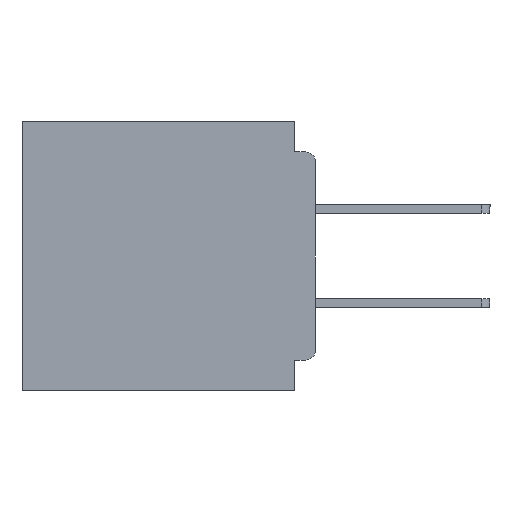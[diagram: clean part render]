
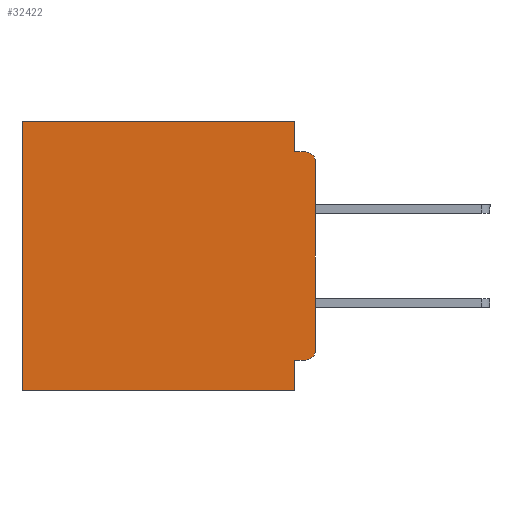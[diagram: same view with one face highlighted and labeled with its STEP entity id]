
A CAD part, left-side view. The second image highlights one B-rep face of the part: STEP entity #32422.
In plain terms, the highlighted planar face has unit normal (-1, 0, 0).
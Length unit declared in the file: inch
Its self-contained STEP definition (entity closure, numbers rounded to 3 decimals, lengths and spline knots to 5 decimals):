
#153 = ORIENTED_EDGE ( 'NONE', *, *, #18992, .T. ) ;
#280 = VERTEX_POINT ( 'NONE', #11854 ) ;
#1206 = ORIENTED_EDGE ( 'NONE', *, *, #39453, .F. ) ;
#1353 = CARTESIAN_POINT ( 'NONE',  ( 0.3, 0.015, -0.06 ) ) ;
#2442 = VECTOR ( 'NONE', #12980, 39.37008 ) ;
#3384 = DIRECTION ( 'NONE',  ( -1., 0., 0. ) ) ;
#3617 = ORIENTED_EDGE ( 'NONE', *, *, #41012, .T. ) ;
#3876 = LINE ( 'NONE', #14519, #21987 ) ;
#4193 = CARTESIAN_POINT ( 'NONE',  ( 0.3, 0., -0.4 ) ) ;
#4263 = ORIENTED_EDGE ( 'NONE', *, *, #36824, .F. ) ;
#5033 = DIRECTION ( 'NONE',  ( 0., 0., -1. ) ) ;
#5512 = CARTESIAN_POINT ( 'NONE',  ( 0.3, 0., -0.4 ) ) ;
#6320 = ORIENTED_EDGE ( 'NONE', *, *, #32655, .F. ) ;
#7251 = CARTESIAN_POINT ( 'NONE',  ( 0.3, 0., -0.06 ) ) ;
#7442 = FACE_OUTER_BOUND ( 'NONE', #16842, .T. ) ;
#7491 = CARTESIAN_POINT ( 'NONE',  ( 0.3, 0., -0.34 ) ) ;
#7586 = VECTOR ( 'NONE', #15981, 39.37008 ) ;
#8484 = AXIS2_PLACEMENT_3D ( 'NONE', #1353, #26550, #5033 ) ;
#9277 = ORIENTED_EDGE ( 'NONE', *, *, #10349, .T. ) ;
#10349 = EDGE_CURVE ( 'NONE', #33792, #10516, #42754, .T. ) ;
#10516 = VERTEX_POINT ( 'NONE', #7491 ) ;
#10735 = LINE ( 'NONE', #28381, #28637 ) ;
#10913 = VECTOR ( 'NONE', #40254, 39.37008 ) ;
#11854 = CARTESIAN_POINT ( 'NONE',  ( 0.3, 0.031, 0. ) ) ;
#12103 = AXIS2_PLACEMENT_3D ( 'NONE', #13925, #38720, #17510 ) ;
#12123 = LINE ( 'NONE', #37826, #2442 ) ;
#12534 = AXIS2_PLACEMENT_3D ( 'NONE', #24926, #3384, #28478 ) ;
#12980 = DIRECTION ( 'NONE',  ( 0., 0., -1. ) ) ;
#13925 = CARTESIAN_POINT ( 'NONE',  ( 0.3, 0., -0.4 ) ) ;
#14519 = CARTESIAN_POINT ( 'NONE',  ( 0.3, 0., -0.355 ) ) ;
#14843 = EDGE_CURVE ( 'NONE', #33792, #29257, #3876, .T. ) ;
#14846 = VERTEX_POINT ( 'NONE', #25256 ) ;
#15444 = ORIENTED_EDGE ( 'NONE', *, *, #42354, .T. ) ;
#15480 = CARTESIAN_POINT ( 'NONE',  ( 0.3, 0.031, 0. ) ) ;
#15981 = DIRECTION ( 'NONE',  ( 0., -1., 0. ) ) ;
#16501 = VERTEX_POINT ( 'NONE', #37064 ) ;
#16506 = CARTESIAN_POINT ( 'NONE',  ( 0.3, 0.031, -0.4 ) ) ;
#16517 = VECTOR ( 'NONE', #32890, 39.37008 ) ;
#16842 = EDGE_LOOP ( 'NONE', ( #6320, #15444, #1206, #23300, #3617, #153, #4263, #36330, #31459, #9277 ) ) ;
#17510 = DIRECTION ( 'NONE',  ( 0., 0., -1. ) ) ;
#17539 = CARTESIAN_POINT ( 'NONE',  ( 0.3, 0., 0. ) ) ;
#17915 = VERTEX_POINT ( 'NONE', #27319 ) ;
#18120 = DIRECTION ( 'NONE',  ( 0., 1., 0. ) ) ;
#18992 = EDGE_CURVE ( 'NONE', #16501, #17915, #12123, .T. ) ;
#19428 = EDGE_CURVE ( 'NONE', #280, #14846, #20545, .T. ) ;
#19765 = LINE ( 'NONE', #5512, #28023 ) ;
#20545 = LINE ( 'NONE', #15480, #10913 ) ;
#20808 = CARTESIAN_POINT ( 'NONE',  ( 0.3, 0.031, -0.355 ) ) ;
#21987 = VECTOR ( 'NONE', #18120, 39.37008 ) ;
#23150 = EDGE_CURVE ( 'NONE', #29257, #31578, #10735, .T. ) ;
#23300 = ORIENTED_EDGE ( 'NONE', *, *, #19428, .F. ) ;
#24926 = CARTESIAN_POINT ( 'NONE',  ( 0.3, 0.015, -0.34 ) ) ;
#25256 = CARTESIAN_POINT ( 'NONE',  ( 0.3, 0.031, -0.045 ) ) ;
#26550 = DIRECTION ( 'NONE',  ( -1., 0., 0. ) ) ;
#27143 = DIRECTION ( 'NONE',  ( 0., 1., 0. ) ) ;
#27319 = CARTESIAN_POINT ( 'NONE',  ( 0.3, 0.437, -0.4 ) ) ;
#27878 = CIRCLE ( 'NONE', #8484, 0.015 ) ;
#28023 = VECTOR ( 'NONE', #27143, 39.37008 ) ;
#28041 = PLANE ( 'NONE',  #12103 ) ;
#28381 = CARTESIAN_POINT ( 'NONE',  ( 0.3, 0.031, -0.4 ) ) ;
#28478 = DIRECTION ( 'NONE',  ( 0., 0., -1. ) ) ;
#28637 = VECTOR ( 'NONE', #31988, 39.37008 ) ;
#29257 = VERTEX_POINT ( 'NONE', #20808 ) ;
#31459 = ORIENTED_EDGE ( 'NONE', *, *, #14843, .F. ) ;
#31578 = VERTEX_POINT ( 'NONE', #16506 ) ;
#31988 = DIRECTION ( 'NONE',  ( 0., 0., -1. ) ) ;
#32422 = ADVANCED_FACE ( 'NONE', ( #7442 ), #28041, .F. ) ;
#32655 = EDGE_CURVE ( 'NONE', #39171, #10516, #35381, .T. ) ;
#32890 = DIRECTION ( 'NONE',  ( 0., 0., -1. ) ) ;
#33792 = VERTEX_POINT ( 'NONE', #37622 ) ;
#35230 = DIRECTION ( 'NONE',  ( 0., 1., 0. ) ) ;
#35381 = LINE ( 'NONE', #4193, #16517 ) ;
#36330 = ORIENTED_EDGE ( 'NONE', *, *, #23150, .F. ) ;
#36821 = VECTOR ( 'NONE', #35230, 39.37008 ) ;
#36824 = EDGE_CURVE ( 'NONE', #31578, #17915, #19765, .T. ) ;
#37064 = CARTESIAN_POINT ( 'NONE',  ( 0.3, 0.437, 0. ) ) ;
#37622 = CARTESIAN_POINT ( 'NONE',  ( 0.3, 0.015, -0.355 ) ) ;
#37826 = CARTESIAN_POINT ( 'NONE',  ( 0.3, 0.437, -0.4 ) ) ;
#37913 = LINE ( 'NONE', #17539, #36821 ) ;
#38720 = DIRECTION ( 'NONE',  ( 1., 0., 0. ) ) ;
#39171 = VERTEX_POINT ( 'NONE', #7251 ) ;
#39453 = EDGE_CURVE ( 'NONE', #14846, #45098, #45414, .T. ) ;
#40254 = DIRECTION ( 'NONE',  ( 0., 0., -1. ) ) ;
#40744 = CARTESIAN_POINT ( 'NONE',  ( 0.3, 0., -0.045 ) ) ;
#41012 = EDGE_CURVE ( 'NONE', #280, #16501, #37913, .T. ) ;
#42354 = EDGE_CURVE ( 'NONE', #39171, #45098, #27878, .T. ) ;
#42754 = CIRCLE ( 'NONE', #12534, 0.015 ) ;
#45098 = VERTEX_POINT ( 'NONE', #46236 ) ;
#45414 = LINE ( 'NONE', #40744, #7586 ) ;
#46236 = CARTESIAN_POINT ( 'NONE',  ( 0.3, 0.015, -0.045 ) ) ;
